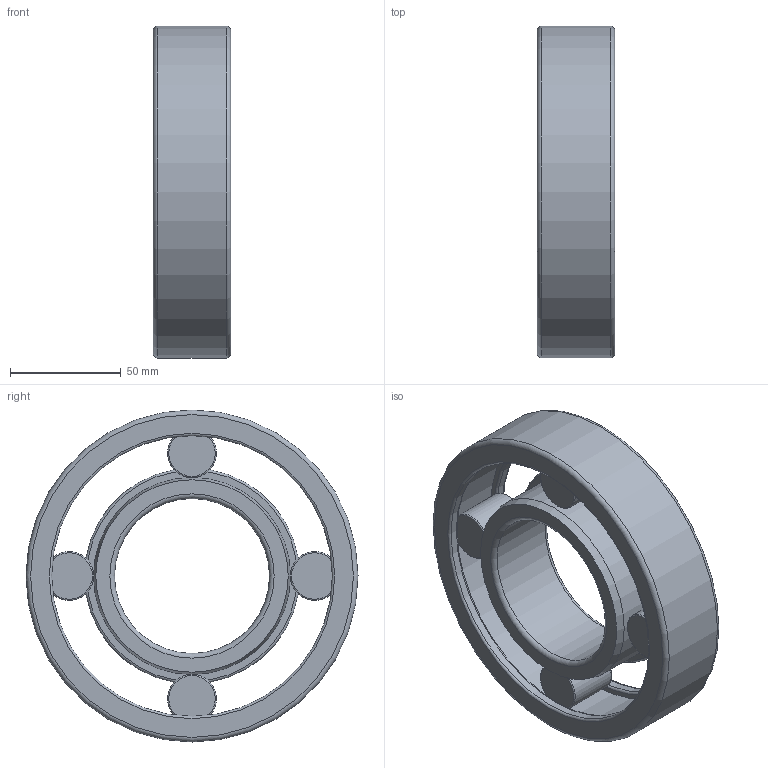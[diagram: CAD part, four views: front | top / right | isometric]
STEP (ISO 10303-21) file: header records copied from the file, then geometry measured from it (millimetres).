
FILE_DESCRIPTION(/* description */ (''),/* implementation_level */ '2;1');
FILE_NAME(/* name */ 'NJ314E.M1.iam.step',/* time_stamp */ '2023-05-08T10:19:40+02:00',/* author */ ('Lucht'),/* organization */ (''),/* preprocessor_version */ 'ST-DEVELOPER v18.1',/* originating_system */ 'Autodesk Inventor 2021',/* authorisation */ '');
FILE_SCHEMA (('AUTOMOTIVE_DESIGN { 1 0 10303 214 3 1 1 }'));
Length unit declared in the file: millimetre
Products named in the file (4): NJ314E.M1; IR.NJ314E; AR.NU314E; ZRO.22x24
Assembly tree (6 placements, depth 2):
  NJ314E.M1
    IR.NJ314E
    AR.NU314E
    ZRO.22x24  x4
Bounding box: 35 x 150 x 150 mm (x, y, z)
Volume: 269984.8 mm3; surface area: 75382.8 mm2
Topology: 6 solids, 6 shells, 45 faces, 89 edges, 59 vertices
Faces by surface type: torus 18, plane 15, cylinder 11, cone 1
Full cylindrical faces by diameter (mm): 22 x4, 70 x1, 89 x1, 97.3 x1, 126.8 x2, 133 x1, 150 x1
Entity records: 1045 total; most frequent: DIRECTION 195, CARTESIAN_POINT 143, ORIENTED_EDGE 124, AXIS2_PLACEMENT_3D 93, EDGE_CURVE 62, CIRCLE 53, VERTEX_POINT 41, EDGE_LOOP 37
